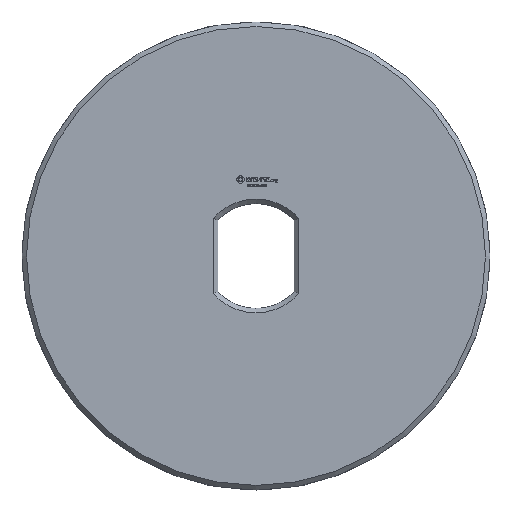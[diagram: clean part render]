
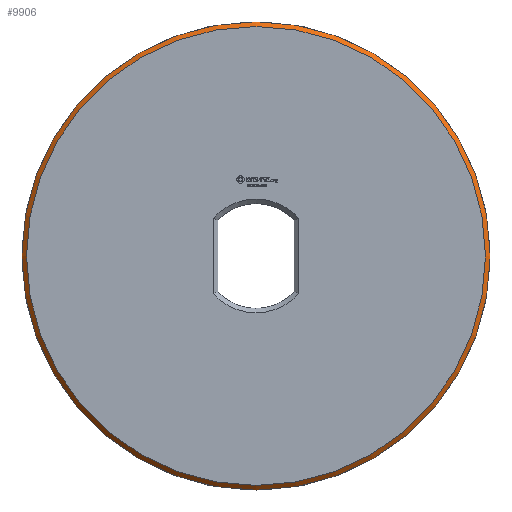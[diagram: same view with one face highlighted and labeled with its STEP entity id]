
A CAD part, top view. The second image highlights one B-rep face of the part: STEP entity #9906.
In plain terms, the highlighted conical face has half-angle 45 degrees and reference radius 15.625 mm.
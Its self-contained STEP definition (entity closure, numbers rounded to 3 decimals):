
#21 = EDGE_CURVE('',#22,#22,#24,.T.);
#22 = VERTEX_POINT('',#23);
#23 = CARTESIAN_POINT('',(15.325,0.,3.125));
#24 = SURFACE_CURVE('',#25,(#30,#42),.PCURVE_S1.);
#25 = CIRCLE('',#26,15.325);
#26 = AXIS2_PLACEMENT_3D('',#27,#28,#29);
#27 = CARTESIAN_POINT('',(0.,0.,3.125));
#28 = DIRECTION('',(0.,0.,-1.));
#29 = DIRECTION('',(1.,0.,0.));
#30 = PCURVE('',#31,#36);
#31 = PLANE('',#32);
#32 = AXIS2_PLACEMENT_3D('',#33,#34,#35);
#33 = CARTESIAN_POINT('',(0.,0.,3.125));
#34 = DIRECTION('',(0.,0.,-1.));
#35 = DIRECTION('',(1.,0.,0.));
#36 = DEFINITIONAL_REPRESENTATION('',(#37),#41);
#37 = CIRCLE('',#38,15.325);
#38 = AXIS2_PLACEMENT_2D('',#39,#40);
#39 = CARTESIAN_POINT('',(0.,0.));
#40 = DIRECTION('',(1.,0.));
#41 = ( GEOMETRIC_REPRESENTATION_CONTEXT(2) 
PARAMETRIC_REPRESENTATION_CONTEXT() REPRESENTATION_CONTEXT('2D SPACE',''
  ) );
#42 = PCURVE('',#43,#48);
#43 = CONICAL_SURFACE('',#44,15.625,0.785);
#44 = AXIS2_PLACEMENT_3D('',#45,#46,#47);
#45 = CARTESIAN_POINT('',(0.,0.,2.825));
#46 = DIRECTION('',(0.,0.,-1.));
#47 = DIRECTION('',(1.,0.,0.));
#48 = DEFINITIONAL_REPRESENTATION('',(#49),#53);
#49 = LINE('',#50,#51);
#50 = CARTESIAN_POINT('',(0.,-0.3));
#51 = VECTOR('',#52,1.);
#52 = DIRECTION('',(1.,-0.));
#53 = ( GEOMETRIC_REPRESENTATION_CONTEXT(2) 
PARAMETRIC_REPRESENTATION_CONTEXT() REPRESENTATION_CONTEXT('2D SPACE',''
  ) );
#9906 = ADVANCED_FACE('',(#9907),#43,.T.);
#9907 = FACE_BOUND('',#9908,.F.);
#9908 = EDGE_LOOP('',(#9909,#9938,#9959,#9960));
#9909 = ORIENTED_EDGE('',*,*,#9910,.T.);
#9910 = EDGE_CURVE('',#9911,#9911,#9913,.T.);
#9911 = VERTEX_POINT('',#9912);
#9912 = CARTESIAN_POINT('',(15.625,0.,2.825));
#9913 = SURFACE_CURVE('',#9914,(#9919,#9926),.PCURVE_S1.);
#9914 = CIRCLE('',#9915,15.625);
#9915 = AXIS2_PLACEMENT_3D('',#9916,#9917,#9918);
#9916 = CARTESIAN_POINT('',(0.,0.,2.825));
#9917 = DIRECTION('',(0.,0.,-1.));
#9918 = DIRECTION('',(1.,0.,0.));
#9919 = PCURVE('',#43,#9920);
#9920 = DEFINITIONAL_REPRESENTATION('',(#9921),#9925);
#9921 = LINE('',#9922,#9923);
#9922 = CARTESIAN_POINT('',(0.,-0.));
#9923 = VECTOR('',#9924,1.);
#9924 = DIRECTION('',(1.,-0.));
#9925 = ( GEOMETRIC_REPRESENTATION_CONTEXT(2) 
PARAMETRIC_REPRESENTATION_CONTEXT() REPRESENTATION_CONTEXT('2D SPACE',''
  ) );
#9926 = PCURVE('',#9927,#9932);
#9927 = CYLINDRICAL_SURFACE('',#9928,15.625);
#9928 = AXIS2_PLACEMENT_3D('',#9929,#9930,#9931);
#9929 = CARTESIAN_POINT('',(0.,0.,2.325));
#9930 = DIRECTION('',(0.,0.,1.));
#9931 = DIRECTION('',(1.,0.,0.));
#9932 = DEFINITIONAL_REPRESENTATION('',(#9933),#9937);
#9933 = LINE('',#9934,#9935);
#9934 = CARTESIAN_POINT('',(-0.,0.5));
#9935 = VECTOR('',#9936,1.);
#9936 = DIRECTION('',(-1.,0.));
#9937 = ( GEOMETRIC_REPRESENTATION_CONTEXT(2) 
PARAMETRIC_REPRESENTATION_CONTEXT() REPRESENTATION_CONTEXT('2D SPACE',''
  ) );
#9938 = ORIENTED_EDGE('',*,*,#9939,.T.);
#9939 = EDGE_CURVE('',#9911,#22,#9940,.T.);
#9940 = SEAM_CURVE('',#9941,(#9945,#9952),.PCURVE_S1.);
#9941 = LINE('',#9942,#9943);
#9942 = CARTESIAN_POINT('',(15.625,0.,2.825));
#9943 = VECTOR('',#9944,1.);
#9944 = DIRECTION('',(-0.707,0.,0.707));
#9945 = PCURVE('',#43,#9946);
#9946 = DEFINITIONAL_REPRESENTATION('',(#9947),#9951);
#9947 = LINE('',#9948,#9949);
#9948 = CARTESIAN_POINT('',(0.,-0.));
#9949 = VECTOR('',#9950,1.);
#9950 = DIRECTION('',(0.,-1.));
#9951 = ( GEOMETRIC_REPRESENTATION_CONTEXT(2) 
PARAMETRIC_REPRESENTATION_CONTEXT() REPRESENTATION_CONTEXT('2D SPACE',''
  ) );
#9952 = PCURVE('',#43,#9953);
#9953 = DEFINITIONAL_REPRESENTATION('',(#9954),#9958);
#9954 = LINE('',#9955,#9956);
#9955 = CARTESIAN_POINT('',(6.283,-0.));
#9956 = VECTOR('',#9957,1.);
#9957 = DIRECTION('',(0.,-1.));
#9958 = ( GEOMETRIC_REPRESENTATION_CONTEXT(2) 
PARAMETRIC_REPRESENTATION_CONTEXT() REPRESENTATION_CONTEXT('2D SPACE',''
  ) );
#9959 = ORIENTED_EDGE('',*,*,#21,.F.);
#9960 = ORIENTED_EDGE('',*,*,#9939,.F.);
